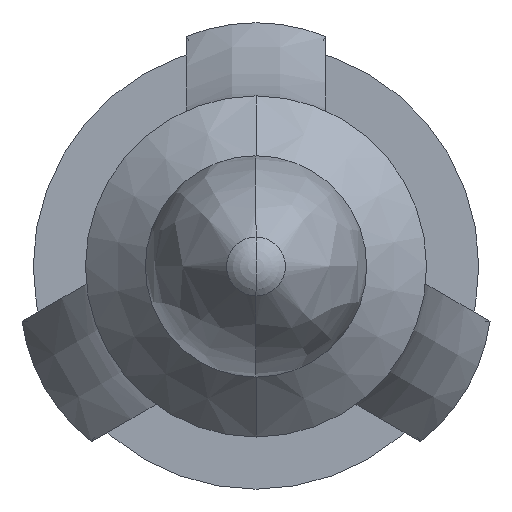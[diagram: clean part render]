
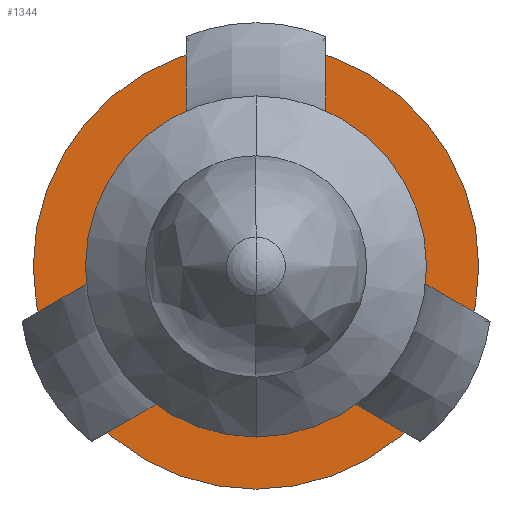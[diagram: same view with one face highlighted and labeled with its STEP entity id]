
A CAD part, left-side view. The second image highlights one B-rep face of the part: STEP entity #1344.
In plain terms, the highlighted planar face has unit normal (-1, 0, 0).
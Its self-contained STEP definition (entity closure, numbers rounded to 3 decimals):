
#233=CARTESIAN_POINT('',(0.,0.,0.));
#234=DIRECTION('',(1.,0.,0.));
#235=DIRECTION('',(0.,0.,1.));
#236=AXIS2_PLACEMENT_3D('',#233,#234,#235);
#238=CARTESIAN_POINT('',(0.,0.,0.));
#239=DIRECTION('',(1.,0.,0.));
#240=DIRECTION('',(0.,0.,-1.));
#241=AXIS2_PLACEMENT_3D('',#238,#239,#240);
#243=CARTESIAN_POINT('',(0.,0.,0.));
#244=DIRECTION('',(-1.,0.,0.));
#245=DIRECTION('',(0.,0.,1.));
#246=AXIS2_PLACEMENT_3D('',#243,#244,#245);
#248=CARTESIAN_POINT('',(0.,0.,0.));
#249=DIRECTION('',(-1.,0.,0.));
#250=DIRECTION('',(0.,0.,-1.));
#251=AXIS2_PLACEMENT_3D('',#248,#249,#250);
#878=CARTESIAN_POINT('',(0.,0.,-1.6));
#879=VERTEX_POINT('',#878);
#880=CARTESIAN_POINT('',(0.,0.,1.6));
#881=VERTEX_POINT('',#880);
#882=CARTESIAN_POINT('',(0.,0.,1.));
#883=CARTESIAN_POINT('',(0.,0.,-1.));
#884=VERTEX_POINT('',#882);
#885=VERTEX_POINT('',#883);
#1329=CARTESIAN_POINT('',(0.,0.,0.));
#1330=DIRECTION('',(1.,0.,0.));
#1331=DIRECTION('',(0.,0.,-1.));
#1332=AXIS2_PLACEMENT_3D('',#1329,#1330,#1331);
#1333=PLANE('',#1332);
#1334=ORIENTED_EDGE('',*,*,#1322,.T.);
#1335=ORIENTED_EDGE('',*,*,#1311,.T.);
#1336=EDGE_LOOP('',(#1334,#1335));
#1337=FACE_OUTER_BOUND('',#1336,.F.);
#1339=ORIENTED_EDGE('',*,*,#1338,.T.);
#1341=ORIENTED_EDGE('',*,*,#1340,.T.);
#1342=EDGE_LOOP('',(#1339,#1341));
#1343=FACE_BOUND('',#1342,.F.);
#1344=ADVANCED_FACE('',(#1337,#1343),#1333,.F.);
#237=CIRCLE('',#236,1.6);
#242=CIRCLE('',#241,1.6);
#247=CIRCLE('',#246,1.);
#252=CIRCLE('',#251,1.);
#1311=EDGE_CURVE('',#879,#881,#242,.T.);
#1322=EDGE_CURVE('',#881,#879,#237,.T.);
#1338=EDGE_CURVE('',#884,#885,#247,.T.);
#1340=EDGE_CURVE('',#885,#884,#252,.T.);
